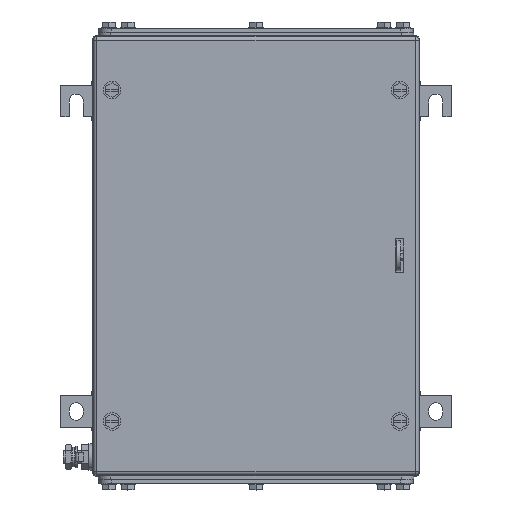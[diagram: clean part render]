
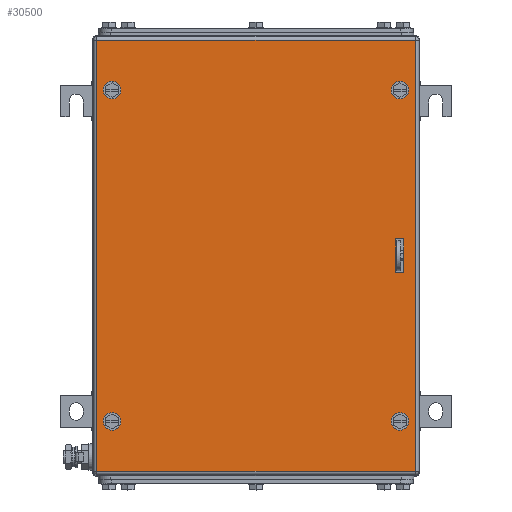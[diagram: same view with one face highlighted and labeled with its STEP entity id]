
A CAD part, top view. The second image highlights one B-rep face of the part: STEP entity #30500.
In plain terms, the highlighted planar face has unit normal (0, 0, 1).
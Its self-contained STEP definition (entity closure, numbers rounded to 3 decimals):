
#30340=AXIS2_PLACEMENT_3D('Circle Axis2P3D',#30338,#30339,$) ;
#30367=AXIS2_PLACEMENT_3D('Plane Axis2P3D',#30364,#30365,#30366) ;
#30405=AXIS2_PLACEMENT_3D('Circle Axis2P3D',#30403,#30404,$) ;
#30414=AXIS2_PLACEMENT_3D('Circle Axis2P3D',#30412,#30413,$) ;
#30423=AXIS2_PLACEMENT_3D('Circle Axis2P3D',#30421,#30422,$) ;
#30432=AXIS2_PLACEMENT_3D('Circle Axis2P3D',#30430,#30431,$) ;
#30441=AXIS2_PLACEMENT_3D('Circle Axis2P3D',#30439,#30440,$) ;
#30450=AXIS2_PLACEMENT_3D('Circle Axis2P3D',#30448,#30449,$) ;
#30459=AXIS2_PLACEMENT_3D('Circle Axis2P3D',#30457,#30458,$) ;
#30335=CARTESIAN_POINT('Vertex',(44.5,317.75,203.5)) ;
#30338=CARTESIAN_POINT('Axis2P3D Location',(41.,317.75,203.5)) ;
#30342=CARTESIAN_POINT('Vertex',(37.5,317.75,203.5)) ;
#30364=CARTESIAN_POINT('Axis2P3D Location',(155.5,186.,203.5)) ;
#30369=CARTESIAN_POINT('Line Origine',(155.5,357.5,203.5)) ;
#30373=CARTESIAN_POINT('Vertex',(282.,357.5,203.5)) ;
#30375=CARTESIAN_POINT('Vertex',(29.,357.5,203.5)) ;
#30378=CARTESIAN_POINT('Line Origine',(29.,186.,203.5)) ;
#30382=CARTESIAN_POINT('Vertex',(29.,14.5,203.5)) ;
#30385=CARTESIAN_POINT('Line Origine',(155.5,14.5,203.5)) ;
#30389=CARTESIAN_POINT('Vertex',(282.,14.5,203.5)) ;
#30392=CARTESIAN_POINT('Line Origine',(282.,186.,203.5)) ;
#30403=CARTESIAN_POINT('Axis2P3D Location',(41.,317.75,203.5)) ;
#30412=CARTESIAN_POINT('Axis2P3D Location',(41.,54.25,203.5)) ;
#30416=CARTESIAN_POINT('Vertex',(37.5,54.25,203.5)) ;
#30418=CARTESIAN_POINT('Vertex',(44.5,54.25,203.5)) ;
#30421=CARTESIAN_POINT('Axis2P3D Location',(41.,54.25,203.5)) ;
#30430=CARTESIAN_POINT('Axis2P3D Location',(270.,54.25,203.5)) ;
#30434=CARTESIAN_POINT('Vertex',(273.5,54.25,203.5)) ;
#30436=CARTESIAN_POINT('Vertex',(266.5,54.25,203.5)) ;
#30439=CARTESIAN_POINT('Axis2P3D Location',(270.,54.25,203.5)) ;
#30448=CARTESIAN_POINT('Axis2P3D Location',(270.,317.75,203.5)) ;
#30452=CARTESIAN_POINT('Vertex',(273.5,317.75,203.5)) ;
#30454=CARTESIAN_POINT('Vertex',(266.5,317.75,203.5)) ;
#30457=CARTESIAN_POINT('Axis2P3D Location',(270.,317.75,203.5)) ;
#30466=CARTESIAN_POINT('Line Origine',(269.75,172.5,203.5)) ;
#30470=CARTESIAN_POINT('Vertex',(273.,172.5,203.5)) ;
#30472=CARTESIAN_POINT('Vertex',(266.5,172.5,203.5)) ;
#30475=CARTESIAN_POINT('Line Origine',(266.5,186.,203.5)) ;
#30479=CARTESIAN_POINT('Vertex',(266.5,199.5,203.5)) ;
#30482=CARTESIAN_POINT('Line Origine',(269.75,199.5,203.5)) ;
#30486=CARTESIAN_POINT('Vertex',(273.,199.5,203.5)) ;
#30489=CARTESIAN_POINT('Line Origine',(273.,186.,203.5)) ;
#30339=DIRECTION('Axis2P3D Direction',(0.,0.,1.)) ;
#30365=DIRECTION('Axis2P3D Direction',(0.,0.,1.)) ;
#30366=DIRECTION('Axis2P3D XDirection',(1.,0.,0.)) ;
#30370=DIRECTION('Vector Direction',(1.,0.,0.)) ;
#30379=DIRECTION('Vector Direction',(0.,-1.,0.)) ;
#30386=DIRECTION('Vector Direction',(1.,0.,0.)) ;
#30393=DIRECTION('Vector Direction',(0.,1.,0.)) ;
#30404=DIRECTION('Axis2P3D Direction',(0.,0.,1.)) ;
#30413=DIRECTION('Axis2P3D Direction',(0.,0.,1.)) ;
#30422=DIRECTION('Axis2P3D Direction',(0.,0.,1.)) ;
#30431=DIRECTION('Axis2P3D Direction',(0.,0.,1.)) ;
#30440=DIRECTION('Axis2P3D Direction',(0.,0.,1.)) ;
#30449=DIRECTION('Axis2P3D Direction',(0.,0.,1.)) ;
#30458=DIRECTION('Axis2P3D Direction',(0.,0.,1.)) ;
#30467=DIRECTION('Vector Direction',(-1.,0.,0.)) ;
#30476=DIRECTION('Vector Direction',(0.,1.,0.)) ;
#30483=DIRECTION('Vector Direction',(1.,0.,0.)) ;
#30490=DIRECTION('Vector Direction',(0.,-1.,0.)) ;
#30371=VECTOR('Line Direction',#30370,1.) ;
#30380=VECTOR('Line Direction',#30379,1.) ;
#30387=VECTOR('Line Direction',#30386,1.) ;
#30394=VECTOR('Line Direction',#30393,1.) ;
#30468=VECTOR('Line Direction',#30467,1.) ;
#30477=VECTOR('Line Direction',#30476,1.) ;
#30484=VECTOR('Line Direction',#30483,1.) ;
#30491=VECTOR('Line Direction',#30490,1.) ;
#30398=ORIENTED_EDGE('',*,*,#30377,.T.) ;
#30399=ORIENTED_EDGE('',*,*,#30384,.T.) ;
#30400=ORIENTED_EDGE('',*,*,#30391,.T.) ;
#30401=ORIENTED_EDGE('',*,*,#30396,.T.) ;
#30409=ORIENTED_EDGE('',*,*,#30407,.F.) ;
#30410=ORIENTED_EDGE('',*,*,#30344,.F.) ;
#30427=ORIENTED_EDGE('',*,*,#30420,.F.) ;
#30428=ORIENTED_EDGE('',*,*,#30425,.F.) ;
#30445=ORIENTED_EDGE('',*,*,#30438,.F.) ;
#30446=ORIENTED_EDGE('',*,*,#30443,.F.) ;
#30463=ORIENTED_EDGE('',*,*,#30456,.F.) ;
#30464=ORIENTED_EDGE('',*,*,#30461,.F.) ;
#30495=ORIENTED_EDGE('',*,*,#30474,.T.) ;
#30496=ORIENTED_EDGE('',*,*,#30481,.T.) ;
#30497=ORIENTED_EDGE('',*,*,#30488,.T.) ;
#30498=ORIENTED_EDGE('',*,*,#30493,.T.) ;
#30411=FACE_BOUND('',#30408,.T.) ;
#30429=FACE_BOUND('',#30426,.T.) ;
#30447=FACE_BOUND('',#30444,.T.) ;
#30465=FACE_BOUND('',#30462,.T.) ;
#30499=FACE_BOUND('',#30494,.T.) ;
#30500=ADVANCED_FACE('ZUB_KTB_MH_352620_2GP_AllCATPart.1\\ZUB_DE_KTB_MH_350x260.1\\DE_KTB_MH_PART_MASTER.2\\Koerper.2',(#30402,#30411,#30429,#30447,#30465,#30499),#30368,.T.) ;
#30341=CIRCLE('generated circle',#30340,3.5) ;
#30406=CIRCLE('generated circle',#30405,3.5) ;
#30415=CIRCLE('generated circle',#30414,3.5) ;
#30424=CIRCLE('generated circle',#30423,3.5) ;
#30433=CIRCLE('generated circle',#30432,3.5) ;
#30442=CIRCLE('generated circle',#30441,3.5) ;
#30451=CIRCLE('generated circle',#30450,3.5) ;
#30460=CIRCLE('generated circle',#30459,3.5) ;
#30344=EDGE_CURVE('',#30336,#30343,#30341,.T.) ;
#30377=EDGE_CURVE('',#30374,#30376,#30372,.F.) ;
#30384=EDGE_CURVE('',#30376,#30383,#30381,.T.) ;
#30391=EDGE_CURVE('',#30383,#30390,#30388,.T.) ;
#30396=EDGE_CURVE('',#30390,#30374,#30395,.T.) ;
#30407=EDGE_CURVE('',#30343,#30336,#30406,.T.) ;
#30420=EDGE_CURVE('',#30417,#30419,#30415,.T.) ;
#30425=EDGE_CURVE('',#30419,#30417,#30424,.T.) ;
#30438=EDGE_CURVE('',#30435,#30437,#30433,.T.) ;
#30443=EDGE_CURVE('',#30437,#30435,#30442,.T.) ;
#30456=EDGE_CURVE('',#30453,#30455,#30451,.T.) ;
#30461=EDGE_CURVE('',#30455,#30453,#30460,.T.) ;
#30474=EDGE_CURVE('',#30471,#30473,#30469,.T.) ;
#30481=EDGE_CURVE('',#30473,#30480,#30478,.T.) ;
#30488=EDGE_CURVE('',#30480,#30487,#30485,.T.) ;
#30493=EDGE_CURVE('',#30487,#30471,#30492,.T.) ;
#30397=EDGE_LOOP('',(#30398,#30399,#30400,#30401)) ;
#30408=EDGE_LOOP('',(#30409,#30410)) ;
#30426=EDGE_LOOP('',(#30427,#30428)) ;
#30444=EDGE_LOOP('',(#30445,#30446)) ;
#30462=EDGE_LOOP('',(#30463,#30464)) ;
#30494=EDGE_LOOP('',(#30495,#30496,#30497,#30498)) ;
#30402=FACE_OUTER_BOUND('',#30397,.T.) ;
#30372=LINE('Line',#30369,#30371) ;
#30381=LINE('Line',#30378,#30380) ;
#30388=LINE('Line',#30385,#30387) ;
#30395=LINE('Line',#30392,#30394) ;
#30469=LINE('Line',#30466,#30468) ;
#30478=LINE('Line',#30475,#30477) ;
#30485=LINE('Line',#30482,#30484) ;
#30492=LINE('Line',#30489,#30491) ;
#30368=PLANE('',#30367) ;
#30336=VERTEX_POINT('',#30335) ;
#30343=VERTEX_POINT('',#30342) ;
#30374=VERTEX_POINT('',#30373) ;
#30376=VERTEX_POINT('',#30375) ;
#30383=VERTEX_POINT('',#30382) ;
#30390=VERTEX_POINT('',#30389) ;
#30417=VERTEX_POINT('',#30416) ;
#30419=VERTEX_POINT('',#30418) ;
#30435=VERTEX_POINT('',#30434) ;
#30437=VERTEX_POINT('',#30436) ;
#30453=VERTEX_POINT('',#30452) ;
#30455=VERTEX_POINT('',#30454) ;
#30471=VERTEX_POINT('',#30470) ;
#30473=VERTEX_POINT('',#30472) ;
#30480=VERTEX_POINT('',#30479) ;
#30487=VERTEX_POINT('',#30486) ;
